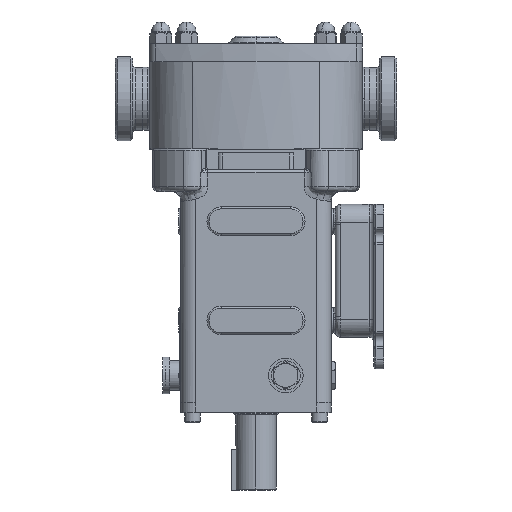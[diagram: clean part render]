
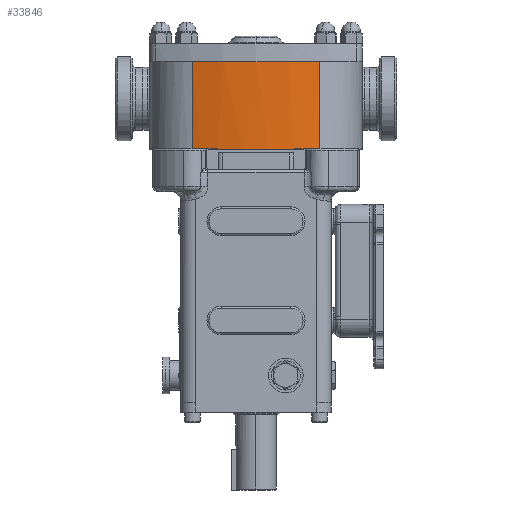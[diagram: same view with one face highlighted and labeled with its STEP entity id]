
A CAD part, left-side view. The second image highlights one B-rep face of the part: STEP entity #33846.
In plain terms, the highlighted cylindrical face has radius 231 mm (diameter 462 mm), a partial arc.
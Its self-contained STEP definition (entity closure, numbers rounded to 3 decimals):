
#120 = CIRCLE ( 'NONE', #14018, 231. ) ;
#575 = DIRECTION ( 'NONE',  ( 0., 0., -1. ) ) ;
#681 = LINE ( 'NONE', #25637, #30528 ) ;
#1708 = CYLINDRICAL_SURFACE ( 'NONE', #16836, 231. ) ;
#1854 = VECTOR ( 'NONE', #23544, 1000. ) ;
#2241 = DIRECTION ( 'NONE',  ( 0., -1., 0. ) ) ;
#2846 = DIRECTION ( 'NONE',  ( 0., 0., -1. ) ) ;
#2962 = DIRECTION ( 'NONE',  ( 0., 0., 1. ) ) ;
#3631 = EDGE_CURVE ( 'NONE', #14471, #20803, #6185, .T. ) ;
#3809 = ORIENTED_EDGE ( 'NONE', *, *, #17086, .T. ) ;
#4100 = DIRECTION ( 'NONE',  ( 0., 0., -1. ) ) ;
#4665 = VERTEX_POINT ( 'NONE', #12046 ) ;
#5118 = FACE_OUTER_BOUND ( 'NONE', #28110, .T. ) ;
#5178 = CARTESIAN_POINT ( 'NONE',  ( -140.823, -64.465, 37.5 ) ) ;
#6185 = LINE ( 'NONE', #28435, #26061 ) ;
#6401 = CIRCLE ( 'NONE', #30670, 231. ) ;
#7501 = CARTESIAN_POINT ( 'NONE',  ( -140.823, -64.465, 37.5 ) ) ;
#8592 = CARTESIAN_POINT ( 'NONE',  ( -140.823, -64.465, -50.5 ) ) ;
#8595 = VECTOR ( 'NONE', #4100, 1000. ) ;
#9403 = ORIENTED_EDGE ( 'NONE', *, *, #3631, .F. ) ;
#9431 = CARTESIAN_POINT ( 'NONE',  ( -140.823, 64.465, 37.5 ) ) ;
#10233 = LINE ( 'NONE', #7501, #8595 ) ;
#10533 = VERTEX_POINT ( 'NONE', #27813 ) ;
#11031 = EDGE_CURVE ( 'NONE', #10533, #4665, #120, .T. ) ;
#11040 = ORIENTED_EDGE ( 'NONE', *, *, #33723, .F. ) ;
#11298 = DIRECTION ( 'NONE',  ( 0., -1., 0. ) ) ;
#11623 = DIRECTION ( 'NONE',  ( 0., -1., 0. ) ) ;
#11768 = CARTESIAN_POINT ( 'NONE',  ( -140.823, 64.465, 37.5 ) ) ;
#12046 = CARTESIAN_POINT ( 'NONE',  ( -140.823, 64.465, -50.5 ) ) ;
#12158 = LINE ( 'NONE', #9431, #1854 ) ;
#12845 = AXIS2_PLACEMENT_3D ( 'NONE', #35097, #15771, #18312 ) ;
#13155 = VERTEX_POINT ( 'NONE', #11768 ) ;
#14018 = AXIS2_PLACEMENT_3D ( 'NONE', #15454, #15109, #34790 ) ;
#14471 = VERTEX_POINT ( 'NONE', #26013 ) ;
#14864 = ORIENTED_EDGE ( 'NONE', *, *, #15505, .F. ) ;
#15109 = DIRECTION ( 'NONE',  ( 0., 0., -1. ) ) ;
#15270 = EDGE_CURVE ( 'NONE', #13155, #4665, #12158, .T. ) ;
#15454 = CARTESIAN_POINT ( 'NONE',  ( 81., 0., -50.5 ) ) ;
#15505 = EDGE_CURVE ( 'NONE', #13155, #30312, #18036, .T. ) ;
#15771 = DIRECTION ( 'NONE',  ( 0., 0., 1. ) ) ;
#16024 = ORIENTED_EDGE ( 'NONE', *, *, #11031, .F. ) ;
#16836 = AXIS2_PLACEMENT_3D ( 'NONE', #29353, #18911, #2241 ) ;
#17086 = EDGE_CURVE ( 'NONE', #21655, #20803, #30218, .T. ) ;
#17240 = DIRECTION ( 'NONE',  ( 0., 0., -1. ) ) ;
#18036 = CIRCLE ( 'NONE', #12845, 231. ) ;
#18312 = DIRECTION ( 'NONE',  ( 0., -1., 0. ) ) ;
#18911 = DIRECTION ( 'NONE',  ( 0., 0., -1. ) ) ;
#20803 = VERTEX_POINT ( 'NONE', #26337 ) ;
#20842 = EDGE_CURVE ( 'NONE', #30312, #26151, #10233, .T. ) ;
#21185 = ORIENTED_EDGE ( 'NONE', *, *, #25253, .T. ) ;
#21655 = VERTEX_POINT ( 'NONE', #25293 ) ;
#22677 = CARTESIAN_POINT ( 'NONE',  ( 81., 0., -50.5 ) ) ;
#23544 = DIRECTION ( 'NONE',  ( 0., 0., -1. ) ) ;
#25253 = EDGE_CURVE ( 'NONE', #10533, #21655, #681, .T. ) ;
#25293 = CARTESIAN_POINT ( 'NONE',  ( -146.711, 38.841, -51. ) ) ;
#25637 = CARTESIAN_POINT ( 'NONE',  ( -146.711, 38.841, -50.5 ) ) ;
#26013 = CARTESIAN_POINT ( 'NONE',  ( -146.711, -38.841, -50.5 ) ) ;
#26061 = VECTOR ( 'NONE', #17240, 1000. ) ;
#26151 = VERTEX_POINT ( 'NONE', #8592 ) ;
#26337 = CARTESIAN_POINT ( 'NONE',  ( -146.711, -38.841, -51. ) ) ;
#27723 = CARTESIAN_POINT ( 'NONE',  ( 81., 0., -51. ) ) ;
#27813 = CARTESIAN_POINT ( 'NONE',  ( -146.711, 38.841, -50.5 ) ) ;
#28110 = EDGE_LOOP ( 'NONE', ( #9403, #11040, #33158, #14864, #30765, #16024, #21185, #3809 ) ) ;
#28435 = CARTESIAN_POINT ( 'NONE',  ( -146.711, -38.841, -50.5 ) ) ;
#28497 = AXIS2_PLACEMENT_3D ( 'NONE', #27723, #2962, #11298 ) ;
#29353 = CARTESIAN_POINT ( 'NONE',  ( 81., 0., 37.5 ) ) ;
#30218 = CIRCLE ( 'NONE', #28497, 231. ) ;
#30312 = VERTEX_POINT ( 'NONE', #5178 ) ;
#30528 = VECTOR ( 'NONE', #2846, 1000. ) ;
#30670 = AXIS2_PLACEMENT_3D ( 'NONE', #22677, #575, #11623 ) ;
#30765 = ORIENTED_EDGE ( 'NONE', *, *, #15270, .T. ) ;
#33158 = ORIENTED_EDGE ( 'NONE', *, *, #20842, .F. ) ;
#33723 = EDGE_CURVE ( 'NONE', #26151, #14471, #6401, .T. ) ;
#33846 = ADVANCED_FACE ( 'NONE', ( #5118 ), #1708, .T. ) ;
#34790 = DIRECTION ( 'NONE',  ( 0., 1., 0. ) ) ;
#35097 = CARTESIAN_POINT ( 'NONE',  ( 81., 0., 37.5 ) ) ;
